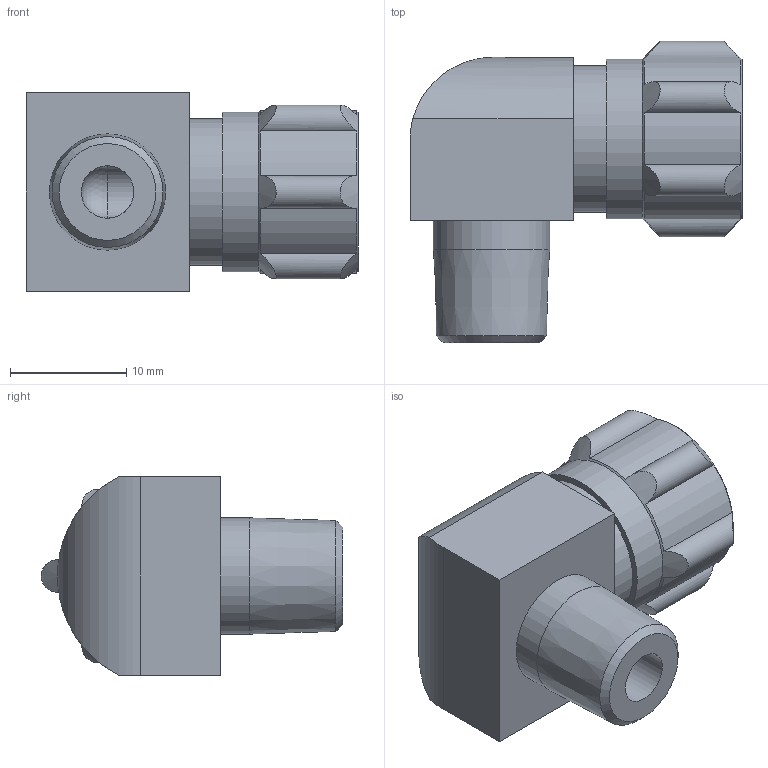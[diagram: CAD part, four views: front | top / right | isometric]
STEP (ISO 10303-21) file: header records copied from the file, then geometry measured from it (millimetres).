
FILE_DESCRIPTION(/* description */ ('STEP AP214'),/* implementation_level */ '2;1');
FILE_NAME(/* name */ '6268_GCK-1_8-PK-6-KU',/* time_stamp */ '2024-08-28T20:16:54+02:00',/* author */ ('License CC BY-ND 4.0'),/* organization */ ('CADENAS'),/* preprocessor_version */ 'ST-DEVELOPER v19.3',/* originating_system */ 'PARTsolutions',/* authorisation */ ' ');
FILE_SCHEMA (('AUTOMOTIVE_DESIGN {1 0 10303 214 3 1 1}'));
Length unit declared in the file: millimetre
Products named in the file (1): 6268 GCK-1/8-PK-6-KU
Bounding box: 28.5 x 25.9 x 17 mm (x, y, z)
Volume: 5307.5 mm3; surface area: 2752.6 mm2
Topology: 1 solids, 1 shells, 32 faces, 80 edges, 52 vertices
Faces by surface type: cylinder 19, plane 8, cone 4, sphere 1
Full cylindrical faces by diameter (mm): 4.5 x2, 9.978 x1, 12.6 x1, 13.72 x1
Entity records: 989 total; most frequent: CARTESIAN_POINT 255, DIRECTION 147, ORIENTED_EDGE 132, EDGE_CURVE 66, AXIS2_PLACEMENT_3D 62, VERTEX_POINT 48, EDGE_LOOP 46, FACE_BOUND 46
